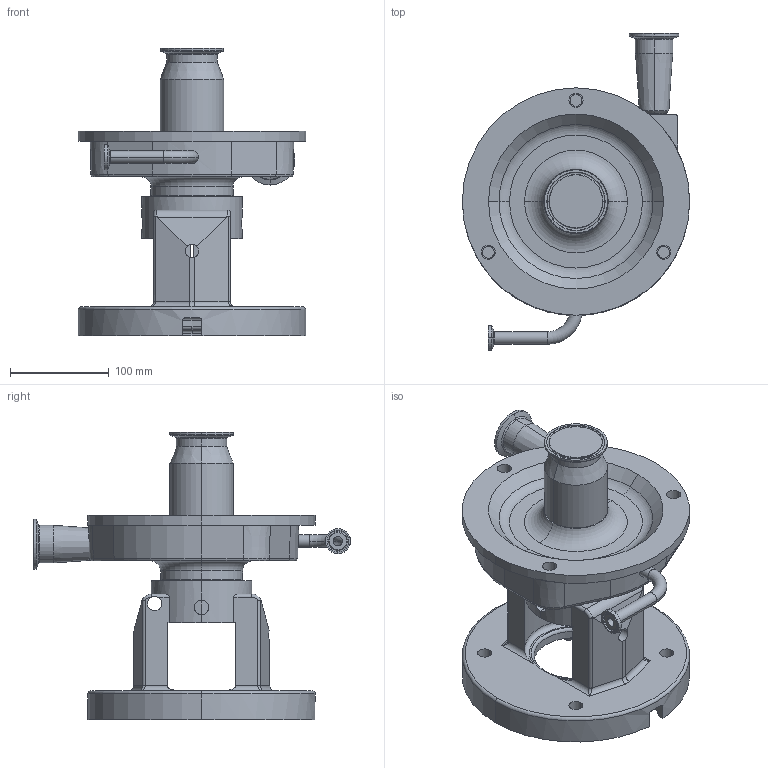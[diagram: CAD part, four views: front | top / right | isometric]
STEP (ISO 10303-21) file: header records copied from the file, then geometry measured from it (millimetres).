
FILE_DESCRIPTION (( 'STEP AP214' ), '1' );
FILE_NAME ('FPX 721-722 180TC VERT 1-2 In ELBOW LEFT.STEP', '2022-12-16T20:07:22', ( '' ), ( '' ), 'SwSTEP 2.0', 'SolidWorks 2021', '' );
FILE_SCHEMA (( 'AUTOMOTIVE_DESIGN' ));
Length unit declared in the file: millimetre
Products named in the file (2): FPX 720 180TC VERT 1-2 In ELBOW LEFT^1275000077.STEP; FPX 721-722 180TC VERT 1-2 In ELBOW LEFT
Assembly tree (1 placements, depth 2):
  FPX 721-722 180TC VERT 1-2 In ELBOW LEFT
    FPX 720 180TC VERT 1-2 In ELBOW LEFT^1275000077.STEP
Bounding box: 230 x 320.7 x 290.5 mm (x, y, z)
Volume: 2817674.1 mm3; surface area: 404679.2 mm2
Topology: 1 solids, 2 shells, 391 faces, 941 edges, 555 vertices
Faces by surface type: cylinder 155, torus 104, plane 70, cone 41, bspline 13, sphere 8
Entity records: 18472 total; most frequent: CARTESIAN_POINT 9225, DIRECTION 2090, ORIENTED_EDGE 1862, EDGE_CURVE 931, AXIS2_PLACEMENT_3D 885, VERTEX_POINT 553, CIRCLE 503, EDGE_LOOP 426
